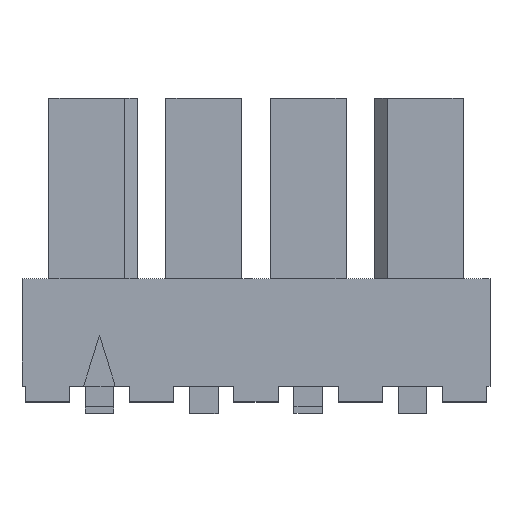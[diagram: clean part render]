
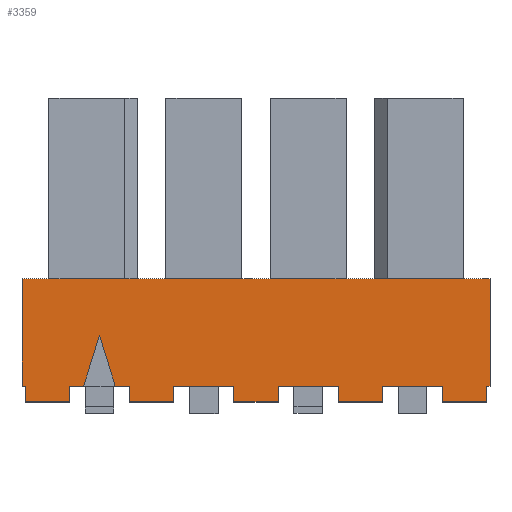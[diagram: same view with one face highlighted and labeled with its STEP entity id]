
A CAD part, top view. The second image highlights one B-rep face of the part: STEP entity #3359.
In plain terms, the highlighted planar face has unit normal (0, 0, 1).
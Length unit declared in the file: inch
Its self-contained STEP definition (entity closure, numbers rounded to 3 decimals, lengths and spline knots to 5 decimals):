
#137=ORIENTED_EDGE('',*,*,#1094,.F.);
#138=ORIENTED_EDGE('',*,*,#1095,.F.);
#139=ORIENTED_EDGE('',*,*,#1096,.F.);
#140=ORIENTED_EDGE('',*,*,#1097,.F.);
#141=ORIENTED_EDGE('',*,*,#1098,.F.);
#142=ORIENTED_EDGE('',*,*,#1009,.T.);
#143=ORIENTED_EDGE('',*,*,#1099,.F.);
#144=ORIENTED_EDGE('',*,*,#1100,.F.);
#145=ORIENTED_EDGE('',*,*,#1101,.F.);
#146=ORIENTED_EDGE('',*,*,#1013,.T.);
#147=ORIENTED_EDGE('',*,*,#1102,.F.);
#148=ORIENTED_EDGE('',*,*,#1103,.F.);
#149=ORIENTED_EDGE('',*,*,#1104,.F.);
#150=ORIENTED_EDGE('',*,*,#1017,.T.);
#151=ORIENTED_EDGE('',*,*,#1105,.F.);
#152=ORIENTED_EDGE('',*,*,#1106,.F.);
#153=ORIENTED_EDGE('',*,*,#1107,.F.);
#154=ORIENTED_EDGE('',*,*,#1108,.T.);
#155=ORIENTED_EDGE('',*,*,#1109,.F.);
#156=ORIENTED_EDGE('',*,*,#1110,.F.);
#157=ORIENTED_EDGE('',*,*,#1064,.F.);
#158=ORIENTED_EDGE('',*,*,#1111,.F.);
#159=ORIENTED_EDGE('',*,*,#1112,.T.);
#160=ORIENTED_EDGE('',*,*,#1113,.F.);
#161=ORIENTED_EDGE('',*,*,#1114,.F.);
#162=ORIENTED_EDGE('',*,*,#1007,.T.);
#163=ORIENTED_EDGE('',*,*,#1115,.F.);
#1007=EDGE_CURVE('',#1493,#1492,#1810,.T.);
#1009=EDGE_CURVE('',#1494,#1495,#1812,.T.);
#1013=EDGE_CURVE('',#1498,#1499,#1816,.T.);
#1017=EDGE_CURVE('',#1502,#1503,#1820,.T.);
#1064=EDGE_CURVE('',#1541,#1539,#1867,.T.);
#1094=EDGE_CURVE('',#1566,#1567,#1897,.T.);
#1095=EDGE_CURVE('',#1568,#1566,#1898,.T.);
#1096=EDGE_CURVE('',#1569,#1568,#1899,.T.);
#1097=EDGE_CURVE('',#1570,#1569,#1900,.T.);
#1098=EDGE_CURVE('',#1494,#1570,#1901,.T.);
#1099=EDGE_CURVE('',#1571,#1495,#1902,.T.);
#1100=EDGE_CURVE('',#1572,#1571,#1903,.T.);
#1101=EDGE_CURVE('',#1498,#1572,#1904,.T.);
#1102=EDGE_CURVE('',#1573,#1499,#1905,.T.);
#1103=EDGE_CURVE('',#1574,#1573,#1906,.T.);
#1104=EDGE_CURVE('',#1502,#1574,#1907,.T.);
#1105=EDGE_CURVE('',#1575,#1503,#1908,.T.);
#1106=EDGE_CURVE('',#1576,#1575,#1909,.T.);
#1107=EDGE_CURVE('',#1577,#1576,#1910,.T.);
#1108=EDGE_CURVE('',#1577,#1578,#1911,.T.);
#1109=EDGE_CURVE('',#1579,#1578,#1912,.T.);
#1110=EDGE_CURVE('',#1539,#1579,#1913,.T.);
#1111=EDGE_CURVE('',#1580,#1541,#1914,.T.);
#1112=EDGE_CURVE('',#1580,#1581,#1915,.T.);
#1113=EDGE_CURVE('',#1582,#1581,#1916,.T.);
#1114=EDGE_CURVE('',#1493,#1582,#1917,.T.);
#1115=EDGE_CURVE('',#1567,#1492,#1918,.T.);
#1492=VERTEX_POINT('',#4573);
#1493=VERTEX_POINT('',#4575);
#1494=VERTEX_POINT('',#4579);
#1495=VERTEX_POINT('',#4580);
#1498=VERTEX_POINT('',#4588);
#1499=VERTEX_POINT('',#4589);
#1502=VERTEX_POINT('',#4597);
#1503=VERTEX_POINT('',#4598);
#1539=VERTEX_POINT('',#4691);
#1541=VERTEX_POINT('',#4695);
#1566=VERTEX_POINT('',#4754);
#1567=VERTEX_POINT('',#4755);
#1568=VERTEX_POINT('',#4757);
#1569=VERTEX_POINT('',#4759);
#1570=VERTEX_POINT('',#4761);
#1571=VERTEX_POINT('',#4764);
#1572=VERTEX_POINT('',#4766);
#1573=VERTEX_POINT('',#4769);
#1574=VERTEX_POINT('',#4771);
#1575=VERTEX_POINT('',#4774);
#1576=VERTEX_POINT('',#4776);
#1577=VERTEX_POINT('',#4778);
#1578=VERTEX_POINT('',#4780);
#1579=VERTEX_POINT('',#4782);
#1580=VERTEX_POINT('',#4785);
#1581=VERTEX_POINT('',#4787);
#1582=VERTEX_POINT('',#4789);
#1810=LINE('',#4574,#2295);
#1812=LINE('',#4578,#2297);
#1816=LINE('',#4587,#2301);
#1820=LINE('',#4596,#2305);
#1867=LINE('',#4696,#2352);
#1897=LINE('',#4753,#2382);
#1898=LINE('',#4756,#2383);
#1899=LINE('',#4758,#2384);
#1900=LINE('',#4760,#2385);
#1901=LINE('',#4762,#2386);
#1902=LINE('',#4763,#2387);
#1903=LINE('',#4765,#2388);
#1904=LINE('',#4767,#2389);
#1905=LINE('',#4768,#2390);
#1906=LINE('',#4770,#2391);
#1907=LINE('',#4772,#2392);
#1908=LINE('',#4773,#2393);
#1909=LINE('',#4775,#2394);
#1910=LINE('',#4777,#2395);
#1911=LINE('',#4779,#2396);
#1912=LINE('',#4781,#2397);
#1913=LINE('',#4783,#2398);
#1914=LINE('',#4784,#2399);
#1915=LINE('',#4786,#2400);
#1916=LINE('',#4788,#2401);
#1917=LINE('',#4790,#2402);
#1918=LINE('',#4791,#2403);
#2295=VECTOR('',#3729,39.37008);
#2297=VECTOR('',#3733,39.37008);
#2301=VECTOR('',#3739,39.37008);
#2305=VECTOR('',#3745,39.37008);
#2352=VECTOR('',#3818,39.37008);
#2382=VECTOR('',#3854,39.37008);
#2383=VECTOR('',#3855,39.37008);
#2384=VECTOR('',#3856,39.37008);
#2385=VECTOR('',#3857,39.37008);
#2386=VECTOR('',#3858,39.37008);
#2387=VECTOR('',#3859,39.37008);
#2388=VECTOR('',#3860,39.37008);
#2389=VECTOR('',#3861,39.37008);
#2390=VECTOR('',#3862,39.37008);
#2391=VECTOR('',#3863,39.37008);
#2392=VECTOR('',#3864,39.37008);
#2393=VECTOR('',#3865,39.37008);
#2394=VECTOR('',#3866,39.37008);
#2395=VECTOR('',#3867,39.37008);
#2396=VECTOR('',#3868,39.37008);
#2397=VECTOR('',#3869,39.37008);
#2398=VECTOR('',#3870,39.37008);
#2399=VECTOR('',#3871,39.37008);
#2400=VECTOR('',#3872,39.37008);
#2401=VECTOR('',#3873,39.37008);
#2402=VECTOR('',#3874,39.37008);
#2403=VECTOR('',#3875,39.37008);
#2795=EDGE_LOOP('',(#137,#138,#139,#140,#141,#142,#143,#144,#145,#146,#147,
#148,#149,#150,#151,#152,#153,#154,#155,#156,#157,#158,#159,#160,#161,#162,
#163));
#2990=FACE_BOUND('',#2795,.T.);
#3184=PLANE('',#3560);
#3359=ADVANCED_FACE('',(#2990),#3184,.F.);
#3560=AXIS2_PLACEMENT_3D('',#4752,#3852,#3853);
#3729=DIRECTION('',(1.,0.,0.));
#3733=DIRECTION('',(1.,0.,0.));
#3739=DIRECTION('',(1.,0.,0.));
#3745=DIRECTION('',(1.,0.,0.));
#3818=DIRECTION('',(0.,-1.,0.));
#3852=DIRECTION('',(0.,0.,-1.));
#3853=DIRECTION('',(-1.,0.,0.));
#3854=DIRECTION('',(-1.,0.,0.));
#3855=DIRECTION('',(-0.298,-0.954,0.));
#3856=DIRECTION('',(-0.298,0.954,0.));
#3857=DIRECTION('',(-1.,0.,0.));
#3858=DIRECTION('',(0.,1.,0.));
#3859=DIRECTION('',(0.,-1.,0.));
#3860=DIRECTION('',(-1.,0.,0.));
#3861=DIRECTION('',(0.,1.,0.));
#3862=DIRECTION('',(0.,-1.,0.));
#3863=DIRECTION('',(-1.,0.,0.));
#3864=DIRECTION('',(0.,1.,0.));
#3865=DIRECTION('',(0.,-1.,0.));
#3866=DIRECTION('',(-1.,0.,0.));
#3867=DIRECTION('',(0.,1.,0.));
#3868=DIRECTION('',(1.,0.,0.));
#3869=DIRECTION('',(0.,-1.,0.));
#3870=DIRECTION('',(-1.,0.,0.));
#3871=DIRECTION('',(1.,0.,0.));
#3872=DIRECTION('',(0.,-1.,0.));
#3873=DIRECTION('',(-1.,0.,0.));
#3874=DIRECTION('',(0.,1.,0.));
#3875=DIRECTION('',(0.,-1.,0.));
#4573=CARTESIAN_POINT('',(-0.295,0.,0.1065));
#4574=CARTESIAN_POINT('',(-0.37,0.,0.1065));
#4575=CARTESIAN_POINT('',(-0.365,0.,0.1065));
#4578=CARTESIAN_POINT('',(-0.37,0.,0.1065));
#4579=CARTESIAN_POINT('',(-0.2,0.,0.1065));
#4580=CARTESIAN_POINT('',(-0.13,0.,0.1065));
#4587=CARTESIAN_POINT('',(-0.37,0.,0.1065));
#4588=CARTESIAN_POINT('',(-0.035,0.,0.1065));
#4589=CARTESIAN_POINT('',(0.035,0.,0.1065));
#4596=CARTESIAN_POINT('',(-0.37,0.,0.1065));
#4597=CARTESIAN_POINT('',(0.13,0.,0.1065));
#4598=CARTESIAN_POINT('',(0.2,0.,0.1065));
#4691=CARTESIAN_POINT('',(0.37,0.025,0.1065));
#4695=CARTESIAN_POINT('',(0.37,0.195,0.1065));
#4696=CARTESIAN_POINT('',(0.37,0.48,0.1065));
#4752=CARTESIAN_POINT('',(-0.37,0.48,0.1065));
#4753=CARTESIAN_POINT('',(-0.2,0.025,0.1065));
#4754=CARTESIAN_POINT('',(-0.2725,0.025,0.1065));
#4755=CARTESIAN_POINT('',(-0.295,0.025,0.1065));
#4756=CARTESIAN_POINT('',(-0.2475,0.105,0.1065));
#4757=CARTESIAN_POINT('',(-0.2475,0.105,0.1065));
#4758=CARTESIAN_POINT('',(-0.2225,0.025,0.1065));
#4759=CARTESIAN_POINT('',(-0.2225,0.025,0.1065));
#4760=CARTESIAN_POINT('',(-0.2,0.025,0.1065));
#4761=CARTESIAN_POINT('',(-0.2,0.025,0.1065));
#4762=CARTESIAN_POINT('',(-0.2,0.,0.1065));
#4763=CARTESIAN_POINT('',(-0.13,0.025,0.1065));
#4764=CARTESIAN_POINT('',(-0.13,0.025,0.1065));
#4765=CARTESIAN_POINT('',(-0.035,0.025,0.1065));
#4766=CARTESIAN_POINT('',(-0.035,0.025,0.1065));
#4767=CARTESIAN_POINT('',(-0.035,0.,0.1065));
#4768=CARTESIAN_POINT('',(0.035,0.025,0.1065));
#4769=CARTESIAN_POINT('',(0.035,0.025,0.1065));
#4770=CARTESIAN_POINT('',(0.13,0.025,0.1065));
#4771=CARTESIAN_POINT('',(0.13,0.025,0.1065));
#4772=CARTESIAN_POINT('',(0.13,0.,0.1065));
#4773=CARTESIAN_POINT('',(0.2,0.025,0.1065));
#4774=CARTESIAN_POINT('',(0.2,0.025,0.1065));
#4775=CARTESIAN_POINT('',(0.295,0.025,0.1065));
#4776=CARTESIAN_POINT('',(0.295,0.025,0.1065));
#4777=CARTESIAN_POINT('',(0.295,0.,0.1065));
#4778=CARTESIAN_POINT('',(0.295,0.,0.1065));
#4779=CARTESIAN_POINT('',(-0.37,0.,0.1065));
#4780=CARTESIAN_POINT('',(0.365,0.,0.1065));
#4781=CARTESIAN_POINT('',(0.365,0.025,0.1065));
#4782=CARTESIAN_POINT('',(0.365,0.025,0.1065));
#4783=CARTESIAN_POINT('',(0.46,0.025,0.1065));
#4784=CARTESIAN_POINT('',(-0.37,0.195,0.1065));
#4785=CARTESIAN_POINT('',(-0.37,0.195,0.1065));
#4786=CARTESIAN_POINT('',(-0.37,0.48,0.1065));
#4787=CARTESIAN_POINT('',(-0.37,0.025,0.1065));
#4788=CARTESIAN_POINT('',(-0.365,0.025,0.1065));
#4789=CARTESIAN_POINT('',(-0.365,0.025,0.1065));
#4790=CARTESIAN_POINT('',(-0.365,0.,0.1065));
#4791=CARTESIAN_POINT('',(-0.295,0.025,0.1065));
